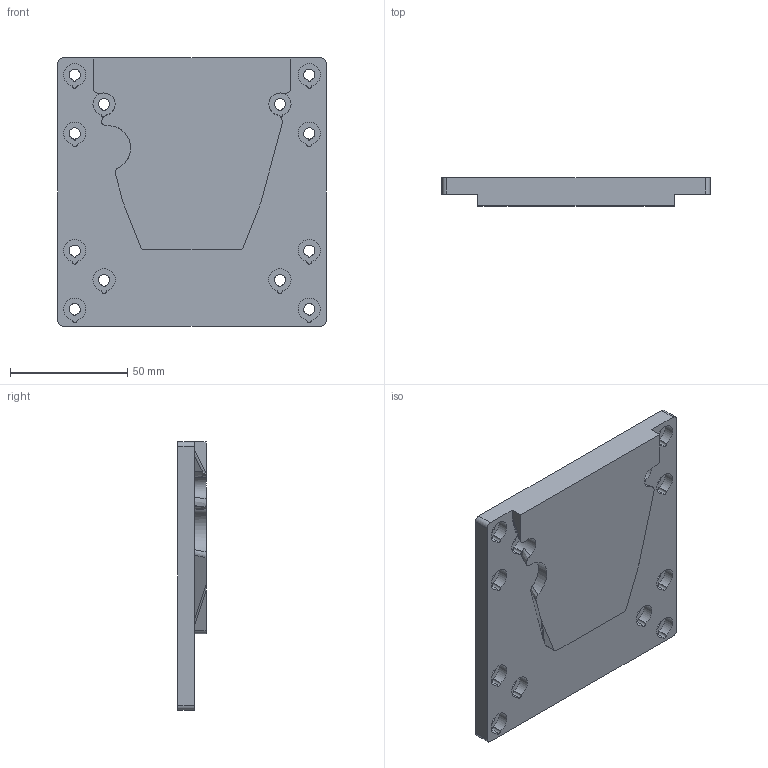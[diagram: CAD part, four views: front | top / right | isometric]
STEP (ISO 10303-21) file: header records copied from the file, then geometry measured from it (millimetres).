
FILE_DESCRIPTION(/* description */ (''),/* implementation_level */ '2;1');
FILE_NAME(/* name */ 'Inovativ QR Pro Monitor Mount v6.step',/* time_stamp */ '2024-05-15T08:05:40-07:00',/* author */ (''),/* organization */ (''),/* preprocessor_version */ 'ST-DEVELOPER v20',/* originating_system */ 'Autodesk Translation Framework v12.20.1.177',/* authorisation */ '');
FILE_SCHEMA (('AUTOMOTIVE_DESIGN { 1 0 10303 214 3 1 1 }'));
Length unit declared in the file: millimetre
Products named in the file (1): Inovativ QR Pro Monitor Mount
Bounding box: 114.3 x 12.07 x 114.3 mm (x, y, z)
Volume: 113513.1 mm3; surface area: 32849.6 mm2
Topology: 1 solids, 1 shells, 94 faces, 246 edges, 164 vertices
Faces by surface type: cylinder 55, plane 24, bspline 15
Entity records: 3486 total; most frequent: CARTESIAN_POINT 1097, ORIENTED_EDGE 492, DIRECTION 477, EDGE_CURVE 246, AXIS2_PLACEMENT_3D 194, VERTEX_POINT 164, EDGE_LOOP 128, CIRCLE 114
